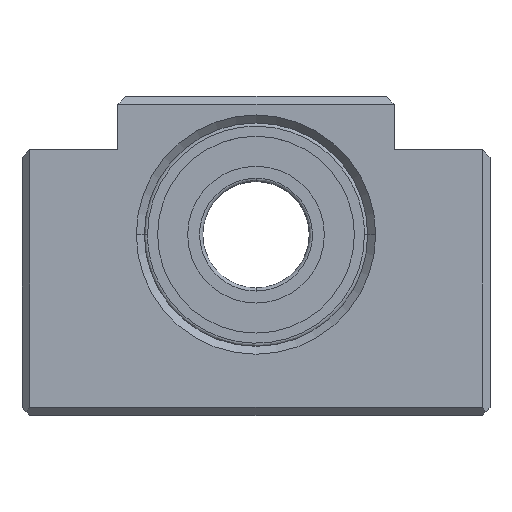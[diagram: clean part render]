
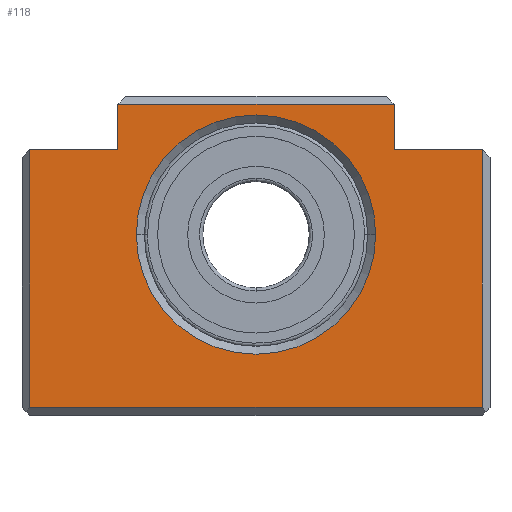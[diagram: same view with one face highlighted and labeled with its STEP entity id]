
A CAD part, top view. The second image highlights one B-rep face of the part: STEP entity #118.
In plain terms, the highlighted planar face has unit normal (0, 0, 1).
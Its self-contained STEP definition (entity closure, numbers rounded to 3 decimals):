
#28 = EDGE_LOOP ( 'NONE', ( #309, #98 ) ) ;
#44 = ORIENTED_EDGE ( 'NONE', *, *, #1041, .T. ) ;
#63 = EDGE_CURVE ( 'NONE', #3580, #238, #3640, .T. ) ;
#98 = ORIENTED_EDGE ( 'NONE', *, *, #1997, .T. ) ;
#114 = CARTESIAN_POINT ( 'NONE',  ( -22.5, 0., 0. ) ) ;
#118 = ADVANCED_FACE ( 'NONE', ( #3351, #873 ), #125, .F. ) ;
#120 = LINE ( 'NONE', #2750, #1126 ) ;
#125 = PLANE ( 'NONE',  #2854 ) ;
#189 = LINE ( 'NONE', #3583, #2732 ) ;
#203 = CARTESIAN_POINT ( 'NONE',  ( -26., 24.5, 0. ) ) ;
#238 = VERTEX_POINT ( 'NONE', #1599 ) ;
#281 = CARTESIAN_POINT ( 'NONE',  ( 0., 0., 0. ) ) ;
#283 = ORIENTED_EDGE ( 'NONE', *, *, #2294, .T. ) ;
#309 = ORIENTED_EDGE ( 'NONE', *, *, #3000, .T. ) ;
#323 = VERTEX_POINT ( 'NONE', #2421 ) ;
#449 = CARTESIAN_POINT ( 'NONE',  ( -26., 16., 0. ) ) ;
#511 = CARTESIAN_POINT ( 'NONE',  ( 42.5, 16., 0. ) ) ;
#558 = LINE ( 'NONE', #2825, #2704 ) ;
#644 = VECTOR ( 'NONE', #2341, 1000. ) ;
#726 = CIRCLE ( 'NONE', #2587, 22.5 ) ;
#799 = DIRECTION ( 'NONE',  ( -1., 0., 0. ) ) ;
#827 = ORIENTED_EDGE ( 'NONE', *, *, #1528, .T. ) ;
#831 = VECTOR ( 'NONE', #2318, 1000. ) ;
#873 = FACE_OUTER_BOUND ( 'NONE', #1276, .T. ) ;
#926 = DIRECTION ( 'NONE',  ( -1., 0., 0. ) ) ;
#1035 = CIRCLE ( 'NONE', #2792, 22.5 ) ;
#1041 = EDGE_CURVE ( 'NONE', #3676, #1897, #189, .T. ) ;
#1052 = EDGE_CURVE ( 'NONE', #1563, #3580, #558, .T. ) ;
#1112 = DIRECTION ( 'NONE',  ( 1., 0., 0. ) ) ;
#1126 = VECTOR ( 'NONE', #2364, 1000. ) ;
#1149 = CARTESIAN_POINT ( 'NONE',  ( 26., 16., 0. ) ) ;
#1176 = DIRECTION ( 'NONE',  ( 0., 0., -1. ) ) ;
#1236 = VECTOR ( 'NONE', #2493, 1000. ) ;
#1276 = EDGE_LOOP ( 'NONE', ( #3214, #2374, #3721, #283, #3609, #44, #2682, #827 ) ) ;
#1305 = DIRECTION ( 'NONE',  ( 0., 0., -1. ) ) ;
#1331 = DIRECTION ( 'NONE',  ( 0., 1., 0. ) ) ;
#1344 = VERTEX_POINT ( 'NONE', #449 ) ;
#1528 = EDGE_CURVE ( 'NONE', #1582, #1344, #3095, .T. ) ;
#1551 = DIRECTION ( 'NONE',  ( 0., 0., -1. ) ) ;
#1563 = VERTEX_POINT ( 'NONE', #3596 ) ;
#1573 = CARTESIAN_POINT ( 'NONE',  ( 0., 0., 0. ) ) ;
#1582 = VERTEX_POINT ( 'NONE', #203 ) ;
#1599 = CARTESIAN_POINT ( 'NONE',  ( 42.5, -32.5, 0. ) ) ;
#1632 = EDGE_CURVE ( 'NONE', #1344, #1563, #120, .T. ) ;
#1733 = CARTESIAN_POINT ( 'NONE',  ( -42.5, -32.5, 0. ) ) ;
#1739 = CARTESIAN_POINT ( 'NONE',  ( 42.5, 14.5, 0. ) ) ;
#1897 = VERTEX_POINT ( 'NONE', #1908 ) ;
#1908 = CARTESIAN_POINT ( 'NONE',  ( 26., 24.5, 0. ) ) ;
#1997 = EDGE_CURVE ( 'NONE', #3630, #323, #726, .T. ) ;
#2122 = VECTOR ( 'NONE', #1112, 1000. ) ;
#2146 = LINE ( 'NONE', #1739, #2817 ) ;
#2294 = EDGE_CURVE ( 'NONE', #238, #2975, #2146, .T. ) ;
#2318 = DIRECTION ( 'NONE',  ( -1., 0., 0. ) ) ;
#2341 = DIRECTION ( 'NONE',  ( 0., -1., 0. ) ) ;
#2364 = DIRECTION ( 'NONE',  ( -1., 0., 0. ) ) ;
#2374 = ORIENTED_EDGE ( 'NONE', *, *, #1052, .T. ) ;
#2421 = CARTESIAN_POINT ( 'NONE',  ( 22.5, 0., 0. ) ) ;
#2440 = DIRECTION ( 'NONE',  ( 0., -1., 0. ) ) ;
#2493 = DIRECTION ( 'NONE',  ( -1., 0., 0. ) ) ;
#2587 = AXIS2_PLACEMENT_3D ( 'NONE', #3279, #1305, #926 ) ;
#2682 = ORIENTED_EDGE ( 'NONE', *, *, #3402, .T. ) ;
#2701 = CARTESIAN_POINT ( 'NONE',  ( 26., 16., 0. ) ) ;
#2704 = VECTOR ( 'NONE', #2440, 1000. ) ;
#2725 = CARTESIAN_POINT ( 'NONE',  ( -26., 24.5, 0. ) ) ;
#2732 = VECTOR ( 'NONE', #3198, 1000. ) ;
#2750 = CARTESIAN_POINT ( 'NONE',  ( -42.5, 16., 0. ) ) ;
#2792 = AXIS2_PLACEMENT_3D ( 'NONE', #1573, #1176, #799 ) ;
#2817 = VECTOR ( 'NONE', #1331, 1000. ) ;
#2825 = CARTESIAN_POINT ( 'NONE',  ( -42.5, -32.5, 0. ) ) ;
#2854 = AXIS2_PLACEMENT_3D ( 'NONE', #281, #1551, #3101 ) ;
#2878 = CARTESIAN_POINT ( 'NONE',  ( -24.5, 24.5, 0. ) ) ;
#2975 = VERTEX_POINT ( 'NONE', #511 ) ;
#3000 = EDGE_CURVE ( 'NONE', #323, #3630, #1035, .T. ) ;
#3075 = LINE ( 'NONE', #2701, #831 ) ;
#3095 = LINE ( 'NONE', #2725, #644 ) ;
#3101 = DIRECTION ( 'NONE',  ( -1., 0., 0. ) ) ;
#3138 = EDGE_CURVE ( 'NONE', #2975, #3676, #3075, .T. ) ;
#3198 = DIRECTION ( 'NONE',  ( 0., 1., 0. ) ) ;
#3214 = ORIENTED_EDGE ( 'NONE', *, *, #1632, .T. ) ;
#3253 = LINE ( 'NONE', #2878, #1236 ) ;
#3279 = CARTESIAN_POINT ( 'NONE',  ( 0., 0., 0. ) ) ;
#3351 = FACE_BOUND ( 'NONE', #28, .T. ) ;
#3402 = EDGE_CURVE ( 'NONE', #1897, #1582, #3253, .T. ) ;
#3447 = CARTESIAN_POINT ( 'NONE',  ( 42.5, -32.5, 0. ) ) ;
#3580 = VERTEX_POINT ( 'NONE', #1733 ) ;
#3583 = CARTESIAN_POINT ( 'NONE',  ( 26., 24.5, 0. ) ) ;
#3596 = CARTESIAN_POINT ( 'NONE',  ( -42.5, 16., 0. ) ) ;
#3609 = ORIENTED_EDGE ( 'NONE', *, *, #3138, .T. ) ;
#3630 = VERTEX_POINT ( 'NONE', #114 ) ;
#3640 = LINE ( 'NONE', #3447, #2122 ) ;
#3676 = VERTEX_POINT ( 'NONE', #1149 ) ;
#3721 = ORIENTED_EDGE ( 'NONE', *, *, #63, .T. ) ;
